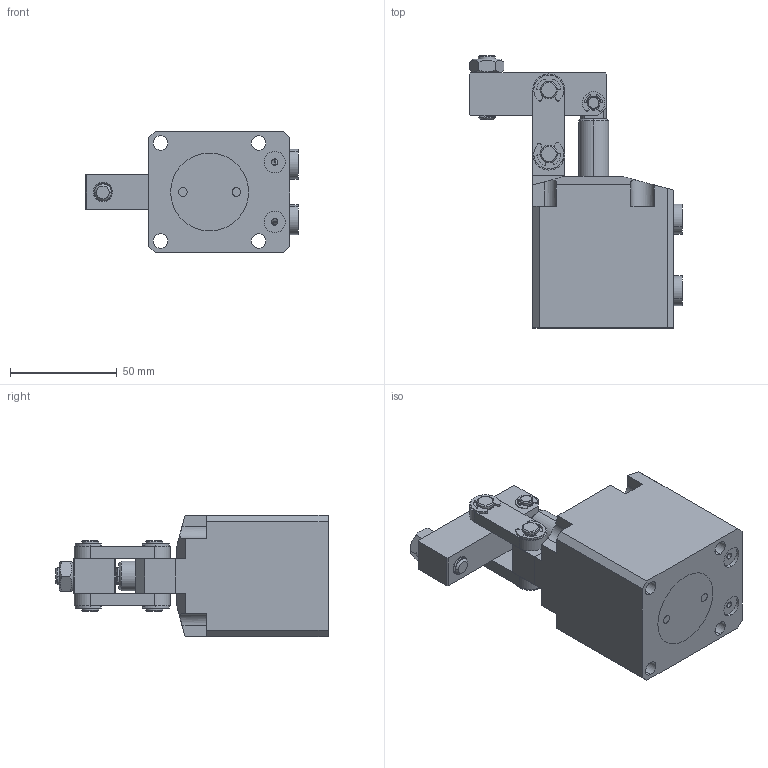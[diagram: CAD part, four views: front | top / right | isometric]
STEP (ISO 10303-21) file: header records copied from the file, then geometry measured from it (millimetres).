
FILE_DESCRIPTION (( 'STEP AP203' ), '1' );
FILE_NAME ('CBLU-35G話裝宒蚐揤詰.STEP', '2019-04-14T02:44:18', ( '' ), ( '' ), 'SwSTEP 2.0', 'SolidWorks 2017', '' );
FILE_SCHEMA (( 'CONFIG_CONTROL_DESIGN' ));
Length unit declared in the file: millimetre
Products named in the file (16): 种粣2; 綴裔_1; 蹟佪; 蟀裝_1; CBLU-35G話裝宒蚐揤詰; ｻ鏸鄕ﾋ_1_3_1; 盓傅; 8MM开口挡圈; 錨璃2; ｱｾﾌ蕕_1_3_1_1; 6MM开口挡圈; 35揤旋_1; 粣蚚蚐猾; 綴裔O遠; 种粣1; M8蹟譫
Assembly tree (22 placements, depth 2):
  CBLU-35G話裝宒蚐揤詰
    ｱｾﾌ蕕_1_3_1_1
    ｻ鏸鄕ﾋ_1_3_1
    綴裔_1
    綴裔O遠
    粣蚚蚐猾
    35揤旋_1
    盓傅
    蟀裝_1  x2
    种粣2  x2
    种粣1
    8MM开口挡圈  x4
    6MM开口挡圈  x2
    蹟佪
    M8蹟譫
    錨璃2  x2
Bounding box: 99.5 x 127.5 x 57 mm (x, y, z)
Volume: 279903.1 mm3; surface area: 69333.5 mm2
Topology: 22 solids, 22 shells, 539 faces, 1339 edges, 868 vertices
Faces by surface type: cylinder 258, plane 187, cone 70, bspline 12, torus 12
Entity records: 15907 total; most frequent: CARTESIAN_POINT 4640, DIRECTION 2028, ORIENTED_EDGE 1934, EDGE_CURVE 967, AXIS2_PLACEMENT_3D 783, VERTEX_POINT 624, LINE 462, VECTOR 462
